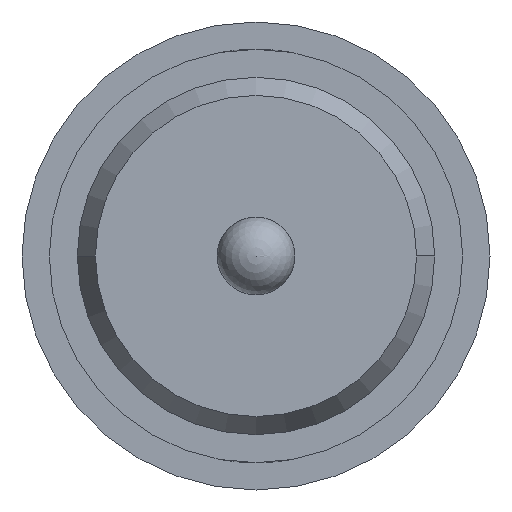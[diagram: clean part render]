
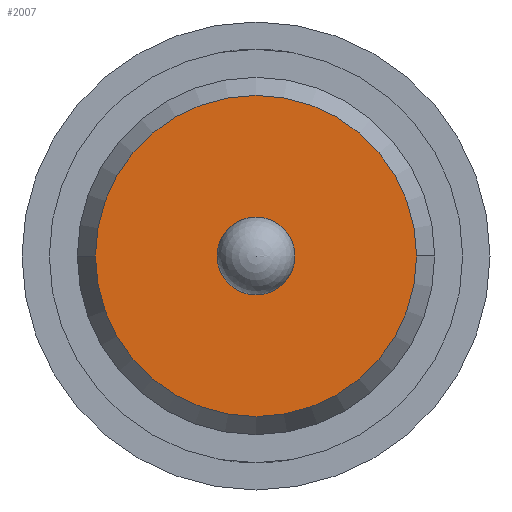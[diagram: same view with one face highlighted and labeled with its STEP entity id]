
A CAD part, front view. The second image highlights one B-rep face of the part: STEP entity #2007.
In plain terms, the highlighted planar face has unit normal (0, -1, 0).
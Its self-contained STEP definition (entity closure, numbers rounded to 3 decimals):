
#77 = AXIS2_PLACEMENT_3D ( 'NONE', #1376, #3096, #1681 ) ;
#229 = DIRECTION ( 'NONE',  ( 1., 0., 0. ) ) ;
#394 = ORIENTED_EDGE ( 'NONE', *, *, #3470, .T. ) ;
#488 = CIRCLE ( 'NONE', #2840, 1.03 ) ;
#826 = VERTEX_POINT ( 'NONE', #2151 ) ;
#836 = CARTESIAN_POINT ( 'NONE',  ( -1.03, -28.6, 0. ) ) ;
#846 = ORIENTED_EDGE ( 'NONE', *, *, #1000, .T. ) ;
#850 = DIRECTION ( 'NONE',  ( 1., 0., 0. ) ) ;
#895 = ORIENTED_EDGE ( 'NONE', *, *, #1803, .T. ) ;
#1000 = EDGE_CURVE ( 'Defeature ausgef�hrt1_17+Defeature ausgef�hrt1_16+Defeature ausgef�hrt1_16+Defeature ausgef�hrt1_16', #1225, #1231, #488, .T. ) ;
#1047 = CIRCLE ( 'NONE', #2932, 1.03 ) ;
#1124 = EDGE_LOOP ( 'NONE', ( #394, #846 ) ) ;
#1170 = CARTESIAN_POINT ( 'NONE',  ( 0., -28.6, 0. ) ) ;
#1225 = VERTEX_POINT ( 'NONE', #2474 ) ;
#1231 = VERTEX_POINT ( 'NONE', #836 ) ;
#1376 = CARTESIAN_POINT ( 'NONE',  ( 0., -28.6, 0. ) ) ;
#1463 = CIRCLE ( 'NONE', #77, 0.25 ) ;
#1495 = DIRECTION ( 'NONE',  ( 0., 1., 0. ) ) ;
#1681 = DIRECTION ( 'NONE',  ( 0., 0., -1. ) ) ;
#1803 = EDGE_CURVE ( 'Defeature ausgef�hrt1_17+Defeature ausgef�hrt1_14+Defeature ausgef�hrt1_14+Defeature ausgef�hrt1_14', #3468, #826, #1463, .T. ) ;
#1839 = AXIS2_PLACEMENT_3D ( 'NONE', #2226, #1495, #4233 ) ;
#2007 = ADVANCED_FACE ( 'Defeature ausgef�hrt1_17', ( #2822, #3134 ), #2888, .T. ) ;
#2110 = CIRCLE ( 'NONE', #1839, 0.25 ) ;
#2151 = CARTESIAN_POINT ( 'NONE',  ( 0., -28.6, 0.25 ) ) ;
#2226 = CARTESIAN_POINT ( 'NONE',  ( 0., -28.6, 0. ) ) ;
#2272 = CARTESIAN_POINT ( 'NONE',  ( 0., -28.6, -0.25 ) ) ;
#2361 = EDGE_LOOP ( 'NONE', ( #2756, #895 ) ) ;
#2474 = CARTESIAN_POINT ( 'NONE',  ( 1.03, -28.6, 0. ) ) ;
#2756 = ORIENTED_EDGE ( 'NONE', *, *, #4255, .T. ) ;
#2822 = FACE_BOUND ( 'NONE', #2361, .T. ) ;
#2840 = AXIS2_PLACEMENT_3D ( 'NONE', #1170, #2934, #3568 ) ;
#2888 = PLANE ( 'NONE',  #3410 ) ;
#2932 = AXIS2_PLACEMENT_3D ( 'NONE', #4022, #2975, #229 ) ;
#2934 = DIRECTION ( 'NONE',  ( 0., -1., 0. ) ) ;
#2975 = DIRECTION ( 'NONE',  ( 0., -1., 0. ) ) ;
#3096 = DIRECTION ( 'NONE',  ( 0., 1., 0. ) ) ;
#3134 = FACE_OUTER_BOUND ( 'NONE', #1124, .T. ) ;
#3181 = DIRECTION ( 'NONE',  ( 0., -1., 0. ) ) ;
#3410 = AXIS2_PLACEMENT_3D ( 'NONE', #4211, #3181, #850 ) ;
#3468 = VERTEX_POINT ( 'NONE', #2272 ) ;
#3470 = EDGE_CURVE ( 'Defeature ausgef�hrt1_17+Defeature ausgef�hrt1_16+Defeature ausgef�hrt1_16+Defeature ausgef�hrt1_16', #1231, #1225, #1047, .T. ) ;
#3568 = DIRECTION ( 'NONE',  ( 1., 0., 0. ) ) ;
#4022 = CARTESIAN_POINT ( 'NONE',  ( 0., -28.6, 0. ) ) ;
#4211 = CARTESIAN_POINT ( 'NONE',  ( -1.145, -28.6, 0. ) ) ;
#4233 = DIRECTION ( 'NONE',  ( 0., 0., -1. ) ) ;
#4255 = EDGE_CURVE ( 'Defeature ausgef�hrt1_17+Defeature ausgef�hrt1_14+Defeature ausgef�hrt1_14+Defeature ausgef�hrt1_14', #826, #3468, #2110, .T. ) ;
